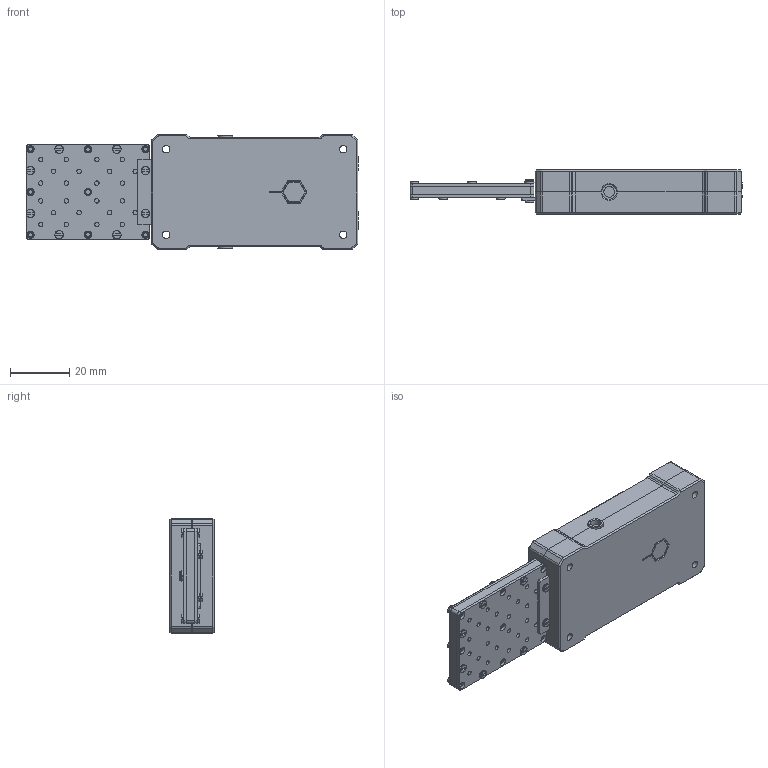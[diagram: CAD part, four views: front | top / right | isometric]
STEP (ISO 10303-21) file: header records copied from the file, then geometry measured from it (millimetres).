
FILE_DESCRIPTION(/* description */ (''),/* implementation_level */ '2;1');
FILE_NAME(/* name */ 'Fanatone Violet Microphone Case B v8.step',/* time_stamp */ '2016-02-27T02:45:30+01:00',/* author */ (''),/* organization */ (''),/* preprocessor_version */ 'ST-DEVELOPER v16.2',/* originating_system */ 'Autodesk Translation Framework v4.3.0.3010',/* authorisation */ '');
FILE_SCHEMA (('AUTOMOTIVE_DESIGN { 1 0 10303 214 3 1 1 }'));
Length unit declared in the file: centimetre
Products named in the file (12): Fanatone Violet Microphone Case B v8; PCB; Housing; FAT Capsule R v9; top clamp (brass); base (POM); back electrode (7075); diaphragm; top screws; bottom screws2; mounting plate; wire connector
Assembly tree (12 placements, depth 3):
  Fanatone Violet Microphone Case B v8
    Housing  x2
    PCB
    FAT Capsule R v9
      top clamp (brass)
      base (POM)
      back electrode (7075)
      diaphragm
      top screws
      bottom screws2
      mounting plate
      wire connector
Bounding box: 112.5 x 15 x 39 mm (x, y, z)
Volume: 29320 mm3; surface area: 32580.1 mm2
Topology: 94 solids, 94 shells, 1556 faces, 3729 edges, 2442 vertices
Faces by surface type: plane 949, cylinder 294, bspline 169, cone 144
Full cylindrical faces by diameter (mm): 1.5 x48, 1.9 x17, 2 x35, 2.5 x19, 2.671 x6, 2.9 x17, 3 x9, 3.6 x2, 4.826 x2, 5 x2
Entity records: 41202 total; most frequent: CARTESIAN_POINT 9733, ORIENTED_EDGE 6268, DIRECTION 5938, EDGE_CURVE 3134, VERTEX_POINT 2149, LINE 2046, VECTOR 2046, AXIS2_PLACEMENT_3D 1946
